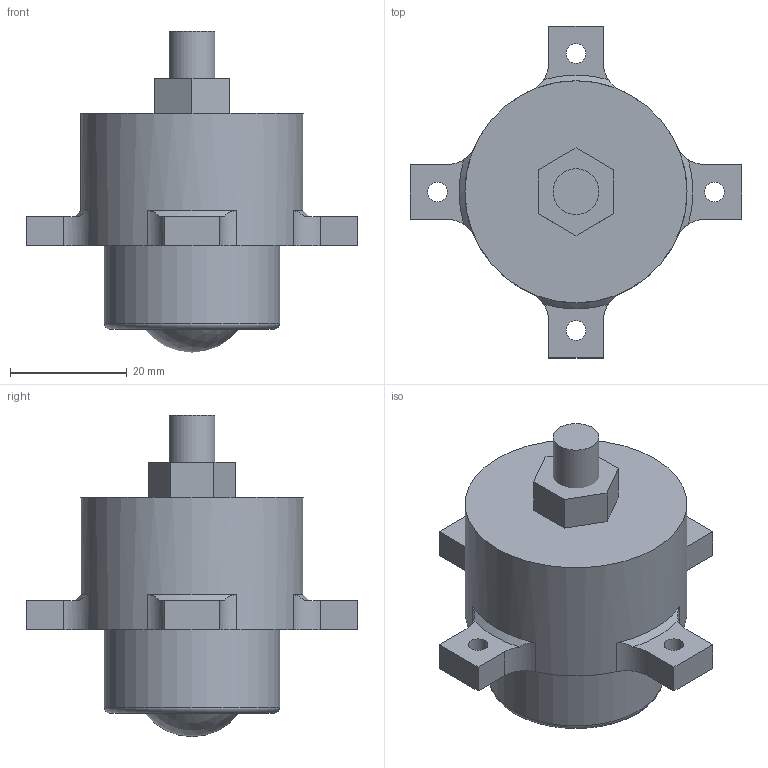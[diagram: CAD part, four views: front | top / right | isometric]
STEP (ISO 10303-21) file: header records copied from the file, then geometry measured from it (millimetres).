
FILE_DESCRIPTION(/* description */ (''),/* implementation_level */ '2;1');
FILE_NAME(/* name */ 'Ball system_v13.step',/* time_stamp */ '2023-05-19T17:29:17+02:00',/* author */ (''),/* organization */ (''),/* preprocessor_version */ 'ST-DEVELOPER v19.2',/* originating_system */ 'Autodesk Translation Framework v12.4.0.73',/* authorisation */ '');
FILE_SCHEMA (('AUTOMOTIVE_DESIGN { 1 0 10303 214 3 1 1 }'));
Length unit declared in the file: millimetre
Products named in the file (4): Ball system; Ball unit; Ball support; Nut
Assembly tree (4 placements, depth 2):
  Ball system
    Ball unit
    Ball support
    Nut  x2
Bounding box: 56.8 x 56.8 x 55 mm (x, y, z)
Volume: 34573.4 mm3; surface area: 13738.9 mm2
Topology: 4 solids, 4 shells, 70 faces, 174 edges, 116 vertices
Faces by surface type: plane 45, cylinder 19, cone 4, torus 1, sphere 1
Full cylindrical faces by diameter (mm): 3.4 x4, 6.779 x2, 7.866 x1, 9 x1, 30 x1, 32 x1, 38 x1
Entity records: 2011 total; most frequent: CARTESIAN_POINT 364, DIRECTION 334, ORIENTED_EDGE 306, EDGE_CURVE 153, AXIS2_PLACEMENT_3D 120, VERTEX_POINT 102, LINE 94, VECTOR 94
